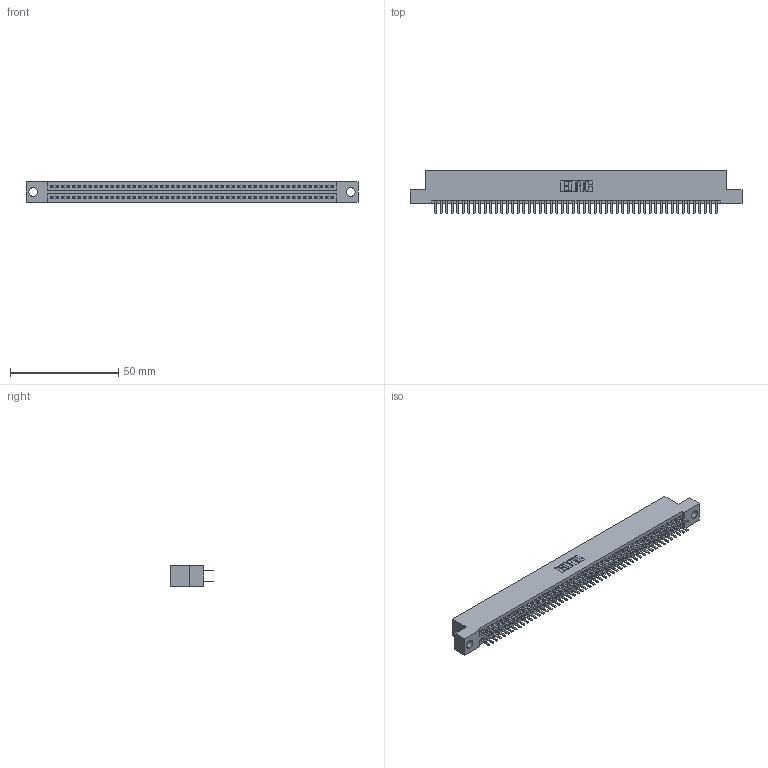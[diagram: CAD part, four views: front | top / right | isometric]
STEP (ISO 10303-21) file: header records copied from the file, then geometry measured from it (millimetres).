
FILE_DESCRIPTION (( 'STEP AP203' ), '1' );
FILE_NAME ('345-104-520-204.STEP', '2018-10-05T22:22:25', ( '' ), ( '' ), 'SwSTEP 2.0', 'SolidWorks 2016', '' );
FILE_SCHEMA (( 'CONFIG_CONTROL_DESIGN' ));
Length unit declared in the file: inch
Products named in the file (3): 345-292-001_345-293-120; 345 Part_Flush Mounting Lugs - 0.156 Dia-TH; 345-104-520-204
Assembly tree (105 placements, depth 2):
  345-104-520-204
    345 Part_Flush Mounting Lugs - 0.156 Dia-TH
    345-292-001_345-293-120  x104
Bounding box: 153.29 x 19.68 x 9.4 mm (x, y, z)
Volume: 14849.9 mm3; surface area: 21862.3 mm2
Topology: 105 solids, 105 shells, 5742 faces, 16669 edges, 10834 vertices
Faces by surface type: plane 3720, cylinder 2022
Entity records: 39571 total; most frequent: CARTESIAN_POINT 6636, ORIENTED_EDGE 6558, DIRECTION 5827, EDGE_CURVE 3279, LINE 2935, VECTOR 2935, VERTEX_POINT 2182, AXIS2_PLACEMENT_3D 1446
